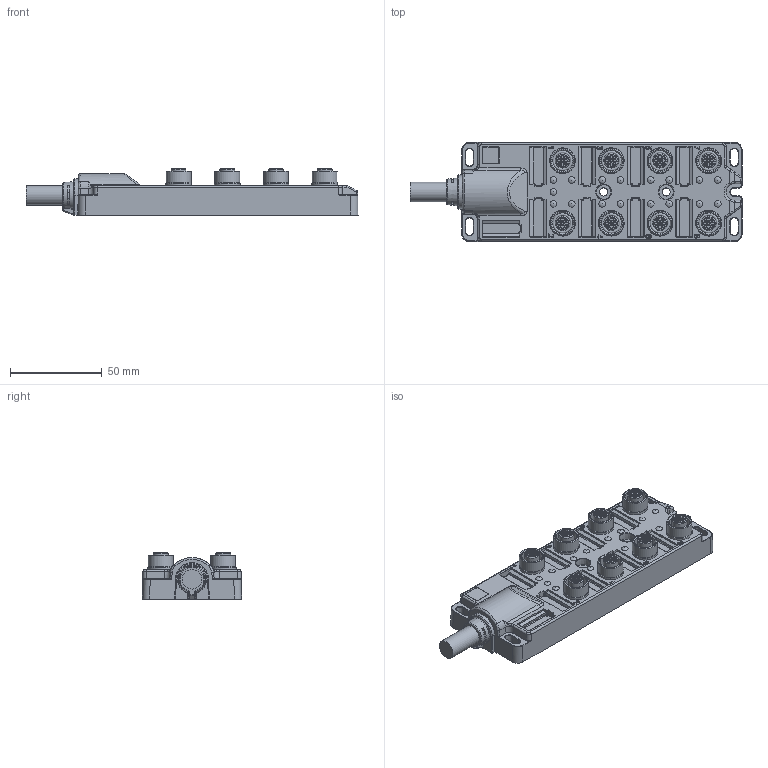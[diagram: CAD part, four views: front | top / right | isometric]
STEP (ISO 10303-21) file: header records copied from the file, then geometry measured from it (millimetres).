
FILE_DESCRIPTION(/* description */ (''),/* implementation_level */ '2;1');
FILE_NAME(/* name */ '5016095_8IOM12-5P3C-...S370_stp.stp',/* time_stamp */ '2016-08-30T12:40:58+02:00',/* author */ (''),/* organization */ (''),/* preprocessor_version */ 'ST-DEVELOPER v16',/* originating_system */ 'SIEMENS PLM Software NX 10.0',/* authorisation */ '');
FILE_SCHEMA (('AUTOMOTIVE_DESIGN { 1 0 10303 214 3 1 1 1 }'));
Products named in the file (1): 5016095_8IOM12-5P3C-...S370_stp
Bounding box: 180.7 x 53.96 x 25.2 mm (x, y, z)
Volume: 134147.2 mm3; surface area: 33677.9 mm2
Topology: 1 solids, 2 shells, 1672 faces, 3982 edges, 2457 vertices
Faces by surface type: cylinder 739, plane 473, bspline 293, extrusion 64, cone 37, torus 36, sphere 30
Full cylindrical faces by diameter (mm): 1.15 x40, 1.5 x40, 4.4 x2, 10.6 x1, 11.1 x8, 13.6 x8, 14 x8
Entity records: 56761 total; most frequent: CARTESIAN_POINT 21012, ORIENTED_EDGE 7502, DIRECTION 6962, EDGE_CURVE 3751, AXIS2_PLACEMENT_3D 2662, VERTEX_POINT 2402, EDGE_LOOP 1999, ADVANCED_FACE 1670
